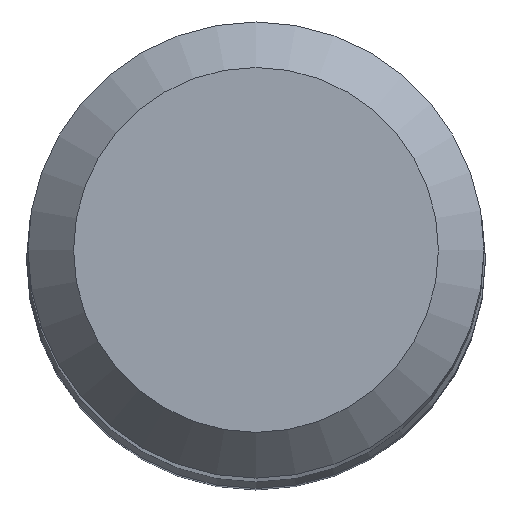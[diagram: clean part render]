
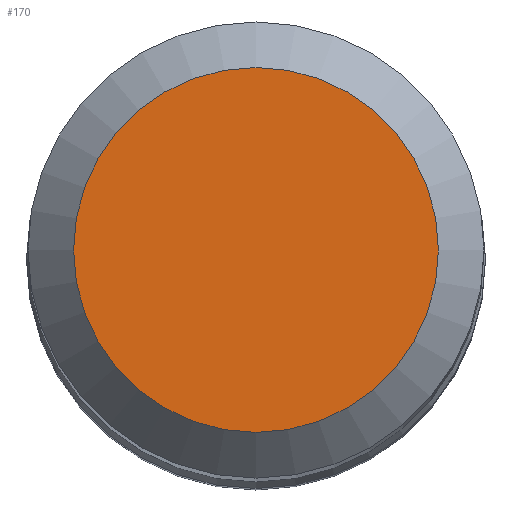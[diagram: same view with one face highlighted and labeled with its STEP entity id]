
A CAD part, top view. The second image highlights one B-rep face of the part: STEP entity #170.
In plain terms, the highlighted planar face has unit normal (0, 0, 1).
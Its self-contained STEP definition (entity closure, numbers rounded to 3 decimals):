
#3 = DIRECTION ( 'NONE',  ( 0., 0., -1. ) ) ;
#4 = CARTESIAN_POINT ( 'NONE',  ( 0., 4., 133. ) ) ;
#65 = ORIENTED_EDGE ( 'NONE', *, *, #105, .F. ) ;
#77 = PLANE ( 'NONE',  #246 ) ;
#99 = DIRECTION ( 'NONE',  ( 0., 1., 0. ) ) ;
#105 = EDGE_CURVE ( 'NONE', #217, #217, #120, .T. ) ;
#120 = CIRCLE ( 'NONE', #266, 4. ) ;
#170 = ADVANCED_FACE ( 'NONE', ( #191 ), #77, .F. ) ;
#191 = FACE_OUTER_BOUND ( 'NONE', #216, .T. ) ;
#216 = EDGE_LOOP ( 'NONE', ( #65 ) ) ;
#217 = VERTEX_POINT ( 'NONE', #4 ) ;
#223 = CARTESIAN_POINT ( 'NONE',  ( 0., 0., 133. ) ) ;
#245 = CARTESIAN_POINT ( 'NONE',  ( 0., 0., 133. ) ) ;
#246 = AXIS2_PLACEMENT_3D ( 'NONE', #245, #261, #279 ) ;
#261 = DIRECTION ( 'NONE',  ( 0., 0., -1. ) ) ;
#266 = AXIS2_PLACEMENT_3D ( 'NONE', #223, #3, #99 ) ;
#279 = DIRECTION ( 'NONE',  ( 0., 1., 0. ) ) ;
